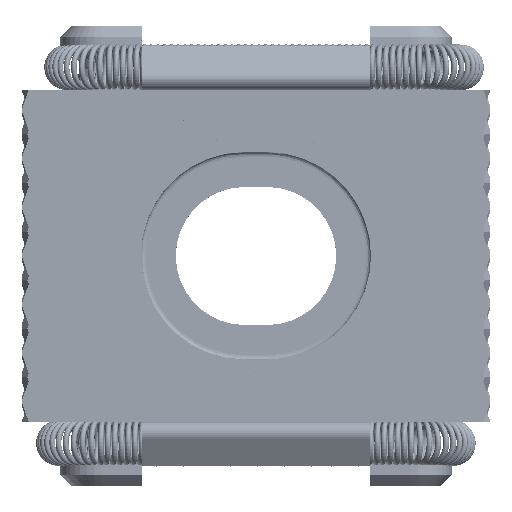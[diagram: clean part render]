
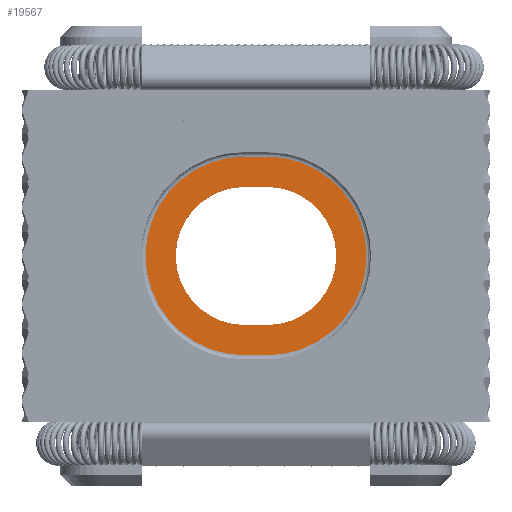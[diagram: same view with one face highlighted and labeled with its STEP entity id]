
A CAD part, top view. The second image highlights one B-rep face of the part: STEP entity #19567.
In plain terms, the highlighted planar face has unit normal (0, 0, 1).
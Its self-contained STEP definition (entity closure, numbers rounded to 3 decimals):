
#19289=CARTESIAN_POINT('',(19.65,5.95,4.8));
#19290=VERTEX_POINT('',#19289);
#19309=CARTESIAN_POINT('',(19.65,23.65,4.8));
#19310=VERTEX_POINT('',#19309);
#19318=CARTESIAN_POINT('',(19.65,14.8,4.8));
#19319=DIRECTION('',(0.0,0.0,-1.0));
#19320=DIRECTION('',(1.0,0.0,0.0));
#19321=AXIS2_PLACEMENT_3D('',#19318,#19319,#19320);
#19322=CIRCLE('',#19321,8.85);
#19323=EDGE_CURVE('',#19310,#19290,#19322,.T.);
#19333=CARTESIAN_POINT('',(17.65,5.95,4.8));
#19334=VERTEX_POINT('',#19333);
#19351=CARTESIAN_POINT('',(19.65,5.95,4.8));
#19352=DIRECTION('',(-1.0,0.0,0.0));
#19353=VECTOR('',#19352,2.0);
#19354=LINE('',#19351,#19353);
#19355=EDGE_CURVE('',#19290,#19334,#19354,.T.);
#19367=CARTESIAN_POINT('',(17.65,23.65,4.8));
#19368=VERTEX_POINT('',#19367);
#19376=CARTESIAN_POINT('',(17.65,23.65,4.8));
#19377=DIRECTION('',(1.0,0.0,0.0));
#19378=VECTOR('',#19377,2.);
#19379=LINE('',#19376,#19378);
#19380=EDGE_CURVE('',#19368,#19310,#19379,.T.);
#19446=CARTESIAN_POINT('',(17.65,14.8,4.8));
#19447=DIRECTION('',(0.0,0.0,-1.0));
#19448=DIRECTION('',(-1.0,0.0,0.0));
#19449=AXIS2_PLACEMENT_3D('',#19446,#19447,#19448);
#19450=CIRCLE('',#19449,8.85);
#19451=EDGE_CURVE('',#19334,#19368,#19450,.T.);
#19520=CARTESIAN_POINT('',(18.65,14.8,4.8));
#19521=DIRECTION('',(0.0,0.0,1.0));
#19522=DIRECTION('',(1.0,0.0,0.0));
#19523=AXIS2_PLACEMENT_3D('',#19520,#19521,#19522);
#19524=PLANE('',#19523);
#19525=ORIENTED_EDGE('',*,*,#19323,.F.);
#19526=ORIENTED_EDGE('',*,*,#19380,.F.);
#19527=ORIENTED_EDGE('',*,*,#19451,.F.);
#19528=ORIENTED_EDGE('',*,*,#19355,.F.);
#19529=EDGE_LOOP('',(#19525,#19526,#19527,#19528));
#19530=FACE_OUTER_BOUND('',#19529,.T.);
#19531=CARTESIAN_POINT('',(17.65,20.95,4.8));
#19532=VERTEX_POINT('',#19531);
#19533=CARTESIAN_POINT('',(17.65,8.65,4.8));
#19534=VERTEX_POINT('',#19533);
#19535=CARTESIAN_POINT('',(17.65,14.8,4.8));
#19536=DIRECTION('',(0.0,0.0,1.0));
#19537=DIRECTION('',(0.0,-1.0,0.0));
#19538=AXIS2_PLACEMENT_3D('',#19535,#19536,#19537);
#19539=CIRCLE('',#19538,6.15);
#19540=EDGE_CURVE('',#19532,#19534,#19539,.T.);
#19541=ORIENTED_EDGE('',*,*,#19540,.F.);
#19542=CARTESIAN_POINT('',(19.65,20.95,4.8));
#19543=VERTEX_POINT('',#19542);
#19544=CARTESIAN_POINT('',(19.65,20.95,4.8));
#19545=DIRECTION('',(-1.0,0.0,0.0));
#19546=VECTOR('',#19545,2.);
#19547=LINE('',#19544,#19546);
#19548=EDGE_CURVE('',#19543,#19532,#19547,.T.);
#19549=ORIENTED_EDGE('',*,*,#19548,.F.);
#19550=CARTESIAN_POINT('',(19.65,8.65,4.8));
#19551=VERTEX_POINT('',#19550);
#19552=CARTESIAN_POINT('',(19.65,14.8,4.8));
#19553=DIRECTION('',(0.0,0.0,1.0));
#19554=DIRECTION('',(0.0,1.0,0.0));
#19555=AXIS2_PLACEMENT_3D('',#19552,#19553,#19554);
#19556=CIRCLE('',#19555,6.15);
#19557=EDGE_CURVE('',#19551,#19543,#19556,.T.);
#19558=ORIENTED_EDGE('',*,*,#19557,.F.);
#19559=CARTESIAN_POINT('',(17.65,8.65,4.8));
#19560=DIRECTION('',(1.0,0.0,0.0));
#19561=VECTOR('',#19560,2.);
#19562=LINE('',#19559,#19561);
#19563=EDGE_CURVE('',#19534,#19551,#19562,.T.);
#19564=ORIENTED_EDGE('',*,*,#19563,.F.);
#19565=EDGE_LOOP('',(#19541,#19549,#19558,#19564));
#19566=FACE_BOUND('',#19565,.T.);
#19567=ADVANCED_FACE('',(#19530,#19566),#19524,.T.);
